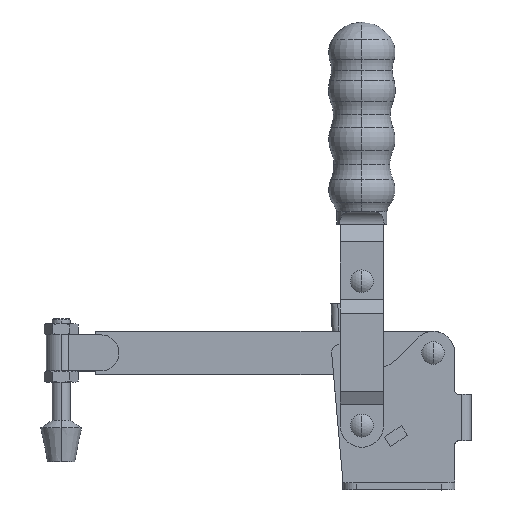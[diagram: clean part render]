
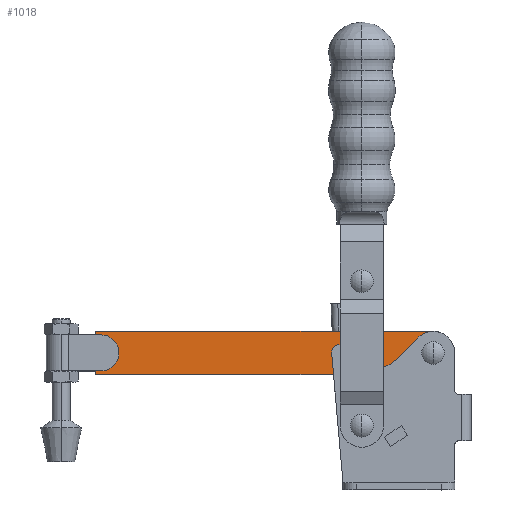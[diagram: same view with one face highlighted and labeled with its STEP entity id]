
A CAD part, top view. The second image highlights one B-rep face of the part: STEP entity #1018.
In plain terms, the highlighted planar face has unit normal (0, 0, 1).
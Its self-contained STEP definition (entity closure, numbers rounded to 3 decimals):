
#3 = VECTOR ( 'NONE', #4541, 1000. ) ;
#101 = DIRECTION ( 'NONE',  ( 0., 0., 1. ) ) ;
#121 = CARTESIAN_POINT ( 'NONE',  ( -39.518, 60.66, 3. ) ) ;
#203 = ORIENTED_EDGE ( 'NONE', *, *, #7196, .T. ) ;
#309 = FACE_BOUND ( 'NONE', #6980, .T. ) ;
#1016 = ORIENTED_EDGE ( 'NONE', *, *, #1728, .F. ) ;
#1018 = ADVANCED_FACE ( 'NONE', ( #4790, #8978, #309 ), #6683, .T. ) ;
#1100 = AXIS2_PLACEMENT_3D ( 'NONE', #1629, #2874, #4201 ) ;
#1196 = CIRCLE ( 'NONE', #5169, 2.4 ) ;
#1351 = DIRECTION ( 'NONE',  ( 0., 0., 1. ) ) ;
#1354 = AXIS2_PLACEMENT_3D ( 'NONE', #4449, #101, #1978 ) ;
#1527 = ORIENTED_EDGE ( 'NONE', *, *, #5289, .F. ) ;
#1629 = CARTESIAN_POINT ( 'NONE',  ( -9.518, 60.66, 3. ) ) ;
#1672 = CARTESIAN_POINT ( 'NONE',  ( -9.518, 70.16, 3. ) ) ;
#1728 = EDGE_CURVE ( 'NONE', #2497, #5680, #9222, .T. ) ;
#1941 = CARTESIAN_POINT ( 'NONE',  ( -157.998, 70.16, 3. ) ) ;
#1978 = DIRECTION ( 'NONE',  ( 1., 0., 0. ) ) ;
#2047 = VERTEX_POINT ( 'NONE', #8211 ) ;
#2140 = VERTEX_POINT ( 'NONE', #1672 ) ;
#2167 = ORIENTED_EDGE ( 'NONE', *, *, #9158, .F. ) ;
#2494 = VERTEX_POINT ( 'NONE', #4751 ) ;
#2497 = VERTEX_POINT ( 'NONE', #2882 ) ;
#2746 = CIRCLE ( 'NONE', #1354, 2.4 ) ;
#2874 = DIRECTION ( 'NONE',  ( 0., 0., 1. ) ) ;
#2882 = CARTESIAN_POINT ( 'NONE',  ( -11.918, 60.66, 3. ) ) ;
#3486 = EDGE_CURVE ( 'NONE', #2047, #2494, #7293, .T. ) ;
#3716 = DIRECTION ( 'NONE',  ( 1., 0., 0. ) ) ;
#3928 = VERTEX_POINT ( 'NONE', #4250 ) ;
#3960 = CARTESIAN_POINT ( 'NONE',  ( -9.518, 60.66, 3. ) ) ;
#4151 = EDGE_CURVE ( 'NONE', #3928, #2140, #4509, .T. ) ;
#4164 = DIRECTION ( 'NONE',  ( 0., 0., 1. ) ) ;
#4201 = DIRECTION ( 'NONE',  ( 1., 0., 0. ) ) ;
#4231 = LINE ( 'NONE', #8478, #3 ) ;
#4250 = CARTESIAN_POINT ( 'NONE',  ( -9.518, 51.16, 3. ) ) ;
#4449 = CARTESIAN_POINT ( 'NONE',  ( -9.518, 60.66, 3. ) ) ;
#4491 = CARTESIAN_POINT ( 'NONE',  ( -157.998, 51.16, 3. ) ) ;
#4509 = CIRCLE ( 'NONE', #4914, 9.5 ) ;
#4541 = DIRECTION ( 'NONE',  ( 0., 1., 0. ) ) ;
#4751 = CARTESIAN_POINT ( 'NONE',  ( -41.918, 60.66, 3. ) ) ;
#4790 = FACE_OUTER_BOUND ( 'NONE', #9004, .T. ) ;
#4914 = AXIS2_PLACEMENT_3D ( 'NONE', #3960, #10726, #7505 ) ;
#4962 = ORIENTED_EDGE ( 'NONE', *, *, #9813, .T. ) ;
#5169 = AXIS2_PLACEMENT_3D ( 'NONE', #8929, #1351, #7244 ) ;
#5281 = VERTEX_POINT ( 'NONE', #1941 ) ;
#5289 = EDGE_CURVE ( 'NONE', #8127, #5281, #4231, .T. ) ;
#5321 = CARTESIAN_POINT ( 'NONE',  ( -9.518, 70.16, 3. ) ) ;
#5680 = VERTEX_POINT ( 'NONE', #10585 ) ;
#5688 = LINE ( 'NONE', #7890, #7656 ) ;
#5980 = ORIENTED_EDGE ( 'NONE', *, *, #7182, .F. ) ;
#6683 = PLANE ( 'NONE',  #1100 ) ;
#6770 = DIRECTION ( 'NONE',  ( -1., 0., 0. ) ) ;
#6790 = EDGE_LOOP ( 'NONE', ( #7239, #5980 ) ) ;
#6874 = DIRECTION ( 'NONE',  ( 0., 0., 1. ) ) ;
#6980 = EDGE_LOOP ( 'NONE', ( #2167, #1016 ) ) ;
#7182 = EDGE_CURVE ( 'NONE', #2494, #2047, #1196, .T. ) ;
#7196 = EDGE_CURVE ( 'NONE', #8127, #3928, #5688, .T. ) ;
#7239 = ORIENTED_EDGE ( 'NONE', *, *, #3486, .F. ) ;
#7244 = DIRECTION ( 'NONE',  ( 1., 0., 0. ) ) ;
#7293 = CIRCLE ( 'NONE', #9664, 2.4 ) ;
#7505 = DIRECTION ( 'NONE',  ( 1., 0., 0. ) ) ;
#7656 = VECTOR ( 'NONE', #8088, 1000. ) ;
#7890 = CARTESIAN_POINT ( 'NONE',  ( -9.518, 51.16, 3. ) ) ;
#8088 = DIRECTION ( 'NONE',  ( 1., 0., 0. ) ) ;
#8127 = VERTEX_POINT ( 'NONE', #4491 ) ;
#8211 = CARTESIAN_POINT ( 'NONE',  ( -37.118, 60.66, 3. ) ) ;
#8478 = CARTESIAN_POINT ( 'NONE',  ( -157.998, 65.16, 3. ) ) ;
#8929 = CARTESIAN_POINT ( 'NONE',  ( -39.518, 60.66, 3. ) ) ;
#8978 = FACE_BOUND ( 'NONE', #6790, .T. ) ;
#9004 = EDGE_LOOP ( 'NONE', ( #4962, #1527, #203, #9484 ) ) ;
#9158 = EDGE_CURVE ( 'NONE', #5680, #2497, #2746, .T. ) ;
#9168 = CARTESIAN_POINT ( 'NONE',  ( -9.518, 60.66, 3. ) ) ;
#9222 = CIRCLE ( 'NONE', #10828, 2.4 ) ;
#9427 = LINE ( 'NONE', #5321, #10225 ) ;
#9484 = ORIENTED_EDGE ( 'NONE', *, *, #4151, .T. ) ;
#9664 = AXIS2_PLACEMENT_3D ( 'NONE', #121, #6874, #3716 ) ;
#9813 = EDGE_CURVE ( 'NONE', #2140, #5281, #9427, .T. ) ;
#10030 = DIRECTION ( 'NONE',  ( 1., 0., 0. ) ) ;
#10225 = VECTOR ( 'NONE', #6770, 1000. ) ;
#10585 = CARTESIAN_POINT ( 'NONE',  ( -7.118, 60.66, 3. ) ) ;
#10726 = DIRECTION ( 'NONE',  ( 0., 0., 1. ) ) ;
#10828 = AXIS2_PLACEMENT_3D ( 'NONE', #9168, #4164, #10030 ) ;
